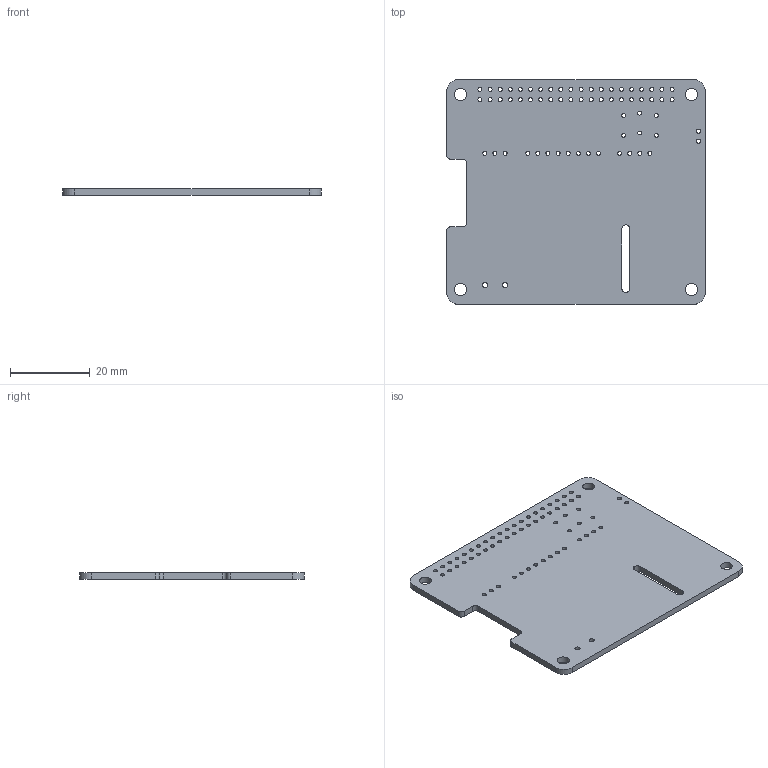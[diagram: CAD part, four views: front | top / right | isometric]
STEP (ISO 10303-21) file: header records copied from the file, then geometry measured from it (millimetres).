
FILE_DESCRIPTION(('FreeCAD Model'),'2;1');
FILE_NAME('pihat_template1.step','2016-11-03T10:32:02',('Author'),(''), 'Open CASCADE STEP processor 6.8','FreeCAD','Unknown');
FILE_SCHEMA(('AUTOMOTIVE_DESIGN_CC2 { 1 2 10303 214 -1 1 5 4 }'));
Length unit declared in the file: millimetre
Products named in the file (2): ASSEMBLY; Pcb
Assembly tree (1 placements, depth 2):
  ASSEMBLY
    Pcb
Bounding box: 65 x 56.5 x 1.6 mm (x, y, z)
Volume: 5545.2 mm3; surface area: 7774.9 mm2
Topology: 1 solids, 1 shells, 93 faces, 273 edges, 182 vertices
Faces by surface type: cylinder 81, plane 12
Full cylindrical faces by diameter (mm): 1.001 x48, 1.016 x15, 1.3 x2, 3 x4
Entity records: 7507 total; most frequent: CARTESIAN_POINT 1996, DIRECTION 1021, ORIENTED_EDGE 546, PCURVE 546, DEFINITIONAL_REPRESENTATION 546, LINE 495, VECTOR 495, EDGE_CURVE 273
